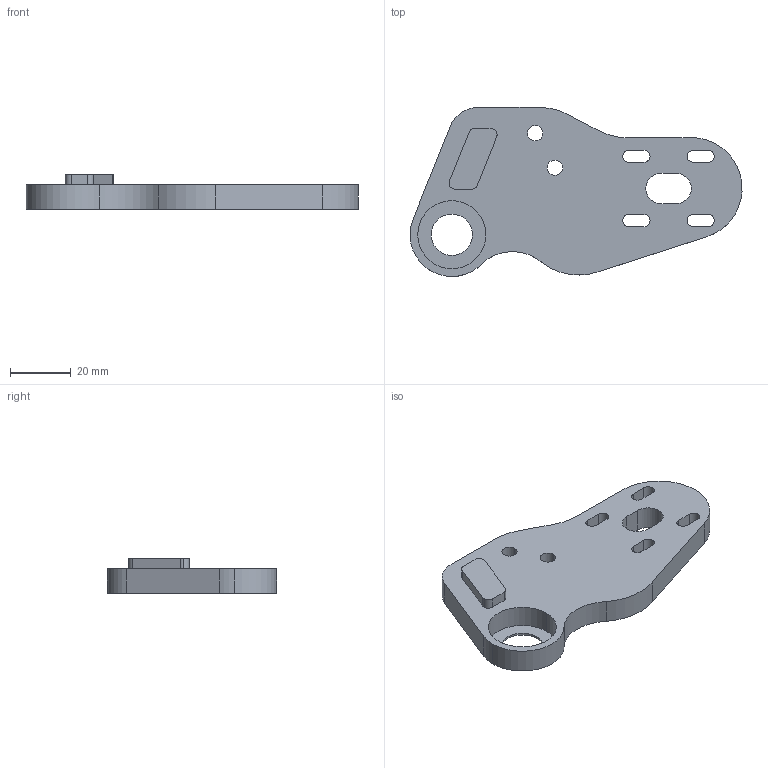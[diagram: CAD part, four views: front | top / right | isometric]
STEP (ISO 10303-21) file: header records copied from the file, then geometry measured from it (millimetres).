
FILE_DESCRIPTION (( 'STEP AP203' ), '1' );
FILE_NAME ('Leiftech motor mount 30mm bolt pattern.STEP', '2021-09-03T22:57:17', ( '' ), ( '' ), 'SwSTEP 2.0', 'SolidWorks 2019', '' );
FILE_SCHEMA (( 'CONFIG_CONTROL_DESIGN' ));
Length unit declared in the file: millimetre
Products named in the file (1): Leiftech motor mount 30mm bolt pattern
Bounding box: 109.53 x 55.8 x 11.3 mm (x, y, z)
Volume: 31048.1 mm3; surface area: 12337.1 mm2
Topology: 1 solids, 1 shells, 83 faces, 213 edges, 134 vertices
Faces by surface type: cylinder 36, plane 31, cone 16
Entity records: 2632 total; most frequent: DIRECTION 469, CARTESIAN_POINT 431, ORIENTED_EDGE 426, EDGE_CURVE 213, AXIS2_PLACEMENT_3D 172, VERTEX_POINT 134, LINE 125, VECTOR 125
